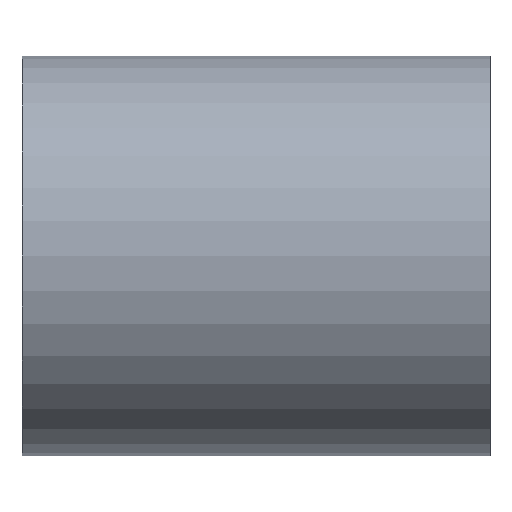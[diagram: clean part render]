
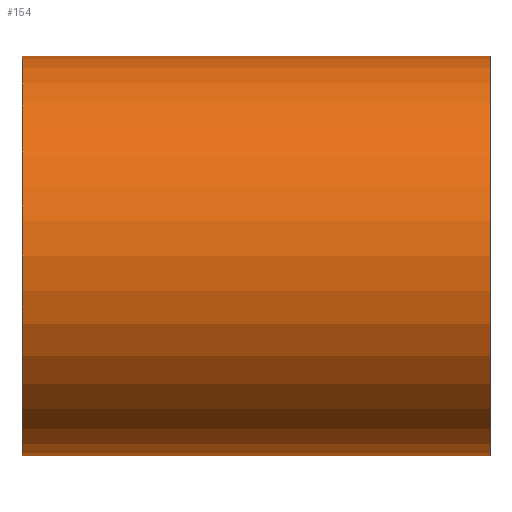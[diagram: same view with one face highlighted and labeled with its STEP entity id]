
A CAD part, front view. The second image highlights one B-rep face of the part: STEP entity #154.
In plain terms, the highlighted cylindrical face has radius 8.25 mm (diameter 16.5 mm), a partial arc.
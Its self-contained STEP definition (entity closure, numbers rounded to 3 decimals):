
#9 = DIRECTION ( 'NONE',  ( -1., 0., 0. ) ) ;
#20 = ORIENTED_EDGE ( 'NONE', *, *, #283, .T. ) ;
#29 = CARTESIAN_POINT ( 'NONE',  ( -19.323, 0., -8.25 ) ) ;
#33 = AXIS2_PLACEMENT_3D ( 'NONE', #127, #330, #177 ) ;
#40 = CARTESIAN_POINT ( 'NONE',  ( -19.323, 0., 0. ) ) ;
#46 = ORIENTED_EDGE ( 'NONE', *, *, #76, .F. ) ;
#61 = VECTOR ( 'NONE', #108, 1000. ) ;
#62 = LINE ( 'NONE', #194, #171 ) ;
#76 = EDGE_CURVE ( 'NONE', #298, #163, #62, .T. ) ;
#94 = DIRECTION ( 'NONE',  ( 0., 0., 1. ) ) ;
#108 = DIRECTION ( 'NONE',  ( -1., 0., 0. ) ) ;
#127 = CARTESIAN_POINT ( 'NONE',  ( -20.18, 0., 0. ) ) ;
#128 = EDGE_CURVE ( 'NONE', #163, #229, #241, .T. ) ;
#135 = CARTESIAN_POINT ( 'NONE',  ( 0., 0., 8.25 ) ) ;
#150 = CYLINDRICAL_SURFACE ( 'NONE', #33, 8.25 ) ;
#154 = ADVANCED_FACE ( 'NONE', ( #224 ), #150, .T. ) ;
#160 = CARTESIAN_POINT ( 'NONE',  ( 0., 0., 0. ) ) ;
#163 = VERTEX_POINT ( 'NONE', #29 ) ;
#171 = VECTOR ( 'NONE', #9, 1000. ) ;
#177 = DIRECTION ( 'NONE',  ( 0., 0., 1. ) ) ;
#186 = CARTESIAN_POINT ( 'NONE',  ( -19.323, 0., 8.25 ) ) ;
#194 = CARTESIAN_POINT ( 'NONE',  ( -20.18, 0., -8.25 ) ) ;
#204 = DIRECTION ( 'NONE',  ( 0., 0., 1. ) ) ;
#205 = CARTESIAN_POINT ( 'NONE',  ( -20.18, 0., 8.25 ) ) ;
#215 = VERTEX_POINT ( 'NONE', #135 ) ;
#223 = CIRCLE ( 'NONE', #314, 8.25 ) ;
#224 = FACE_OUTER_BOUND ( 'NONE', #310, .T. ) ;
#229 = VERTEX_POINT ( 'NONE', #186 ) ;
#234 = ORIENTED_EDGE ( 'NONE', *, *, #312, .T. ) ;
#241 = CIRCLE ( 'NONE', #261, 8.25 ) ;
#253 = ORIENTED_EDGE ( 'NONE', *, *, #128, .F. ) ;
#261 = AXIS2_PLACEMENT_3D ( 'NONE', #40, #279, #94 ) ;
#279 = DIRECTION ( 'NONE',  ( -1., 0., 0. ) ) ;
#283 = EDGE_CURVE ( 'NONE', #215, #229, #339, .T. ) ;
#287 = CARTESIAN_POINT ( 'NONE',  ( 0., 0., -8.25 ) ) ;
#298 = VERTEX_POINT ( 'NONE', #287 ) ;
#310 = EDGE_LOOP ( 'NONE', ( #46, #234, #20, #253 ) ) ;
#312 = EDGE_CURVE ( 'NONE', #298, #215, #223, .T. ) ;
#314 = AXIS2_PLACEMENT_3D ( 'NONE', #160, #317, #204 ) ;
#317 = DIRECTION ( 'NONE',  ( -1., 0., 0. ) ) ;
#330 = DIRECTION ( 'NONE',  ( -1., 0., 0. ) ) ;
#339 = LINE ( 'NONE', #205, #61 ) ;
